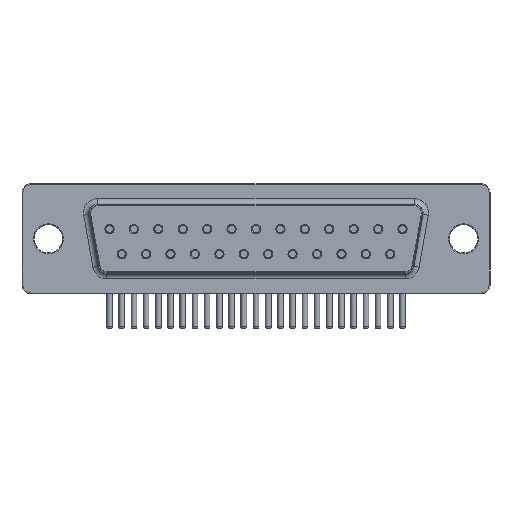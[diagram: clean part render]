
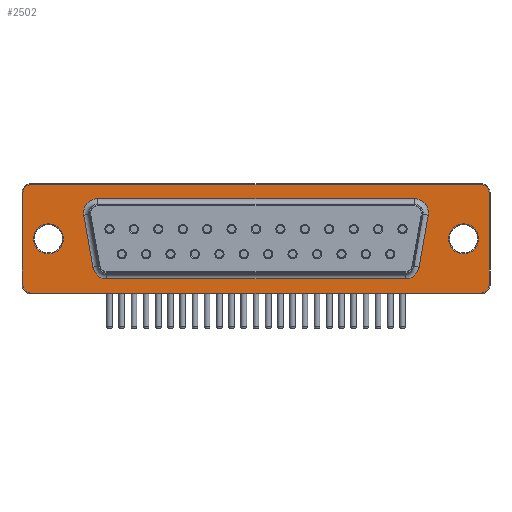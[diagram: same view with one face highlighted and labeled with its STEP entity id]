
A CAD part, front view. The second image highlights one B-rep face of the part: STEP entity #2502.
In plain terms, the highlighted planar face has unit normal (0, -1, 0).
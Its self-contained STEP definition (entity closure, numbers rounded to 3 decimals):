
#29=DIRECTION('',(0.,-1.,0.));
#36=VECTOR('',#37,1.);
#37=DIRECTION('',(1.,0.,0.));
#47=VECTOR('',#48,1.);
#48=DIRECTION('',(-1.,0.,0.));
#52=DIRECTION('',(0.,0.,-1.));
#74=DIRECTION('',(0.,1.,0.));
#138=DIRECTION('',(0.,0.,1.));
#151=DIRECTION('',(0.985,0.,-0.173));
#178=DIRECTION('',(-0.985,0.,-0.173));
#617=DIRECTION('',(-0.173,0.,0.985));
#1230=CARTESIAN_POINT('',(-34.579,-12.54,9.2));
#1262=VECTOR('',#617,1.);
#1282=CARTESIAN_POINT('',(1.339,-12.54,9.2));
#1299=CARTESIAN_POINT('',(-33.545,-12.54,3.3));
#1312=VECTOR('',#1313,1.);
#1313=DIRECTION('',(-0.173,0.,-0.985));
#1344=CARTESIAN_POINT('',(0.305,-12.54,3.3));
#1825=VERTEX_POINT('',#1826);
#1826=CARTESIAN_POINT('',(-36.155,-12.54,8.924));
#1834=VERTEX_POINT('',#1835);
#1835=CARTESIAN_POINT('',(-34.579,-12.54,10.8));
#1842=EDGE_CURVE('',#1825,#1834,#1843,.T.);
#1843=CIRCLE('',#1844,1.6);
#1844=AXIS2_PLACEMENT_3D('',#1230,#74,#178);
#1850=ORIENTED_EDGE('',*,*,#1851,.T.);
#1851=EDGE_CURVE('',#1834,#1852,#1854,.T.);
#1852=VERTEX_POINT('',#1853);
#1853=CARTESIAN_POINT('',(1.339,-12.54,10.8));
#1854=LINE('',#1835,#36);
#1867=VERTEX_POINT('',#1868);
#1868=CARTESIAN_POINT('',(-35.121,-12.54,3.024));
#1872=ORIENTED_EDGE('',*,*,#1873,.T.);
#1873=EDGE_CURVE('',#1867,#1825,#1874,.T.);
#1874=LINE('',#1868,#1262);
#1882=VERTEX_POINT('',#1883);
#1883=CARTESIAN_POINT('',(2.915,-12.54,8.924));
#1888=EDGE_CURVE('',#1852,#1882,#1889,.T.);
#1889=CIRCLE('',#1890,1.6);
#1890=AXIS2_PLACEMENT_3D('',#1282,#74,#138);
#1898=VERTEX_POINT('',#1899);
#1899=CARTESIAN_POINT('',(-33.545,-12.54,1.7));
#1905=EDGE_CURVE('',#1898,#1867,#1906,.T.);
#1906=CIRCLE('',#1907,1.6);
#1907=AXIS2_PLACEMENT_3D('',#1299,#74,#52);
#1913=ORIENTED_EDGE('',*,*,#1914,.T.);
#1914=EDGE_CURVE('',#1882,#1915,#1917,.T.);
#1915=VERTEX_POINT('',#1916);
#1916=CARTESIAN_POINT('',(1.881,-12.54,3.024));
#1917=LINE('',#1883,#1312);
#1931=VERTEX_POINT('',#1932);
#1932=CARTESIAN_POINT('',(0.305,-12.54,1.7));
#1938=ORIENTED_EDGE('',*,*,#1939,.T.);
#1939=EDGE_CURVE('',#1931,#1898,#1940,.T.);
#1940=LINE('',#1932,#47);
#1947=EDGE_CURVE('',#1915,#1931,#1948,.T.);
#1948=CIRCLE('',#1949,1.6);
#1949=AXIS2_PLACEMENT_3D('',#1344,#74,#151);
#2502=ADVANCED_FACE('',(#2503,#2509,#2561,#2570),#2579,.T.);
#2503=FACE_BOUND('',#2504,.T.);
#2504=EDGE_LOOP('',(#2505,#1872,#2506,#1850,#2507,#1913,#2508,#1938));
#2505=ORIENTED_EDGE('',*,*,#1905,.T.);
#2506=ORIENTED_EDGE('',*,*,#1842,.T.);
#2507=ORIENTED_EDGE('',*,*,#1888,.T.);
#2508=ORIENTED_EDGE('',*,*,#1947,.T.);
#2509=FACE_BOUND('',#2510,.T.);
#2510=EDGE_LOOP('',(#2511,#2518,#2525,#2531,#2538,#2543,#2550,#2556));
#2511=ORIENTED_EDGE('',*,*,#2512,.T.);
#2512=EDGE_CURVE('',#2513,#2515,#2517,.T.);
#2513=VERTEX_POINT('',#2514);
#2514=CARTESIAN_POINT('',(8.93,-12.54,12.4));
#2515=VERTEX_POINT('',#2516);
#2516=CARTESIAN_POINT('',(-42.17,-12.54,12.4));
#2517=LINE('',#2514,#47);
#2518=ORIENTED_EDGE('',*,*,#2519,.T.);
#2519=EDGE_CURVE('',#2515,#2520,#2522,.T.);
#2520=VERTEX_POINT('',#2521);
#2521=CARTESIAN_POINT('',(-43.07,-12.54,11.5));
#2522=CIRCLE('',#2523,0.9);
#2523=AXIS2_PLACEMENT_3D('',#2524,#29,#138);
#2524=CARTESIAN_POINT('',(-42.17,-12.54,11.5));
#2525=ORIENTED_EDGE('',*,*,#2526,.T.);
#2526=EDGE_CURVE('',#2520,#2527,#2529,.T.);
#2527=VERTEX_POINT('',#2528);
#2528=CARTESIAN_POINT('',(-43.07,-12.54,1.));
#2529=LINE('',#2521,#2530);
#2530=VECTOR('',#52,1.);
#2531=ORIENTED_EDGE('',*,*,#2532,.T.);
#2532=EDGE_CURVE('',#2527,#2533,#2535,.T.);
#2533=VERTEX_POINT('',#2534);
#2534=CARTESIAN_POINT('',(-42.17,-12.54,0.1));
#2535=CIRCLE('',#2536,0.9);
#2536=AXIS2_PLACEMENT_3D('',#2537,#29,#48);
#2537=CARTESIAN_POINT('',(-42.17,-12.54,1.));
#2538=ORIENTED_EDGE('',*,*,#2539,.T.);
#2539=EDGE_CURVE('',#2533,#2540,#2542,.T.);
#2540=VERTEX_POINT('',#2541);
#2541=CARTESIAN_POINT('',(8.93,-12.54,0.1));
#2542=LINE('',#2534,#36);
#2543=ORIENTED_EDGE('',*,*,#2544,.T.);
#2544=EDGE_CURVE('',#2540,#2545,#2547,.T.);
#2545=VERTEX_POINT('',#2546);
#2546=CARTESIAN_POINT('',(9.83,-12.54,1.));
#2547=CIRCLE('',#2548,0.9);
#2548=AXIS2_PLACEMENT_3D('',#2549,#29,#52);
#2549=CARTESIAN_POINT('',(8.93,-12.54,1.));
#2550=ORIENTED_EDGE('',*,*,#2551,.T.);
#2551=EDGE_CURVE('',#2545,#2552,#2554,.T.);
#2552=VERTEX_POINT('',#2553);
#2553=CARTESIAN_POINT('',(9.83,-12.54,11.5));
#2554=LINE('',#2546,#2555);
#2555=VECTOR('',#138,1.);
#2556=ORIENTED_EDGE('',*,*,#2557,.T.);
#2557=EDGE_CURVE('',#2552,#2513,#2558,.T.);
#2558=CIRCLE('',#2559,0.9);
#2559=AXIS2_PLACEMENT_3D('',#2560,#29,#37);
#2560=CARTESIAN_POINT('',(8.93,-12.54,11.5));
#2561=FACE_BOUND('',#2562,.T.);
#2562=EDGE_LOOP('',(#2563));
#2563=ORIENTED_EDGE('',*,*,#2564,.F.);
#2564=EDGE_CURVE('',#2565,#2565,#2567,.T.);
#2565=VERTEX_POINT('',#2566);
#2566=CARTESIAN_POINT('',(-38.47,-12.54,6.25));
#2567=CIRCLE('',#2568,1.7);
#2568=AXIS2_PLACEMENT_3D('',#2569,#29,#37);
#2569=CARTESIAN_POINT('',(-40.17,-12.54,6.25));
#2570=FACE_BOUND('',#2571,.T.);
#2571=EDGE_LOOP('',(#2572));
#2572=ORIENTED_EDGE('',*,*,#2573,.F.);
#2573=EDGE_CURVE('',#2574,#2574,#2576,.T.);
#2574=VERTEX_POINT('',#2575);
#2575=CARTESIAN_POINT('',(8.63,-12.54,6.25));
#2576=CIRCLE('',#2577,1.7);
#2577=AXIS2_PLACEMENT_3D('',#2578,#29,#37);
#2578=CARTESIAN_POINT('',(6.93,-12.54,6.25));
#2579=PLANE('',#2580);
#2580=AXIS2_PLACEMENT_3D('',#2581,#29,#37);
#2581=CARTESIAN_POINT('',(-16.62,-12.54,6.25));
